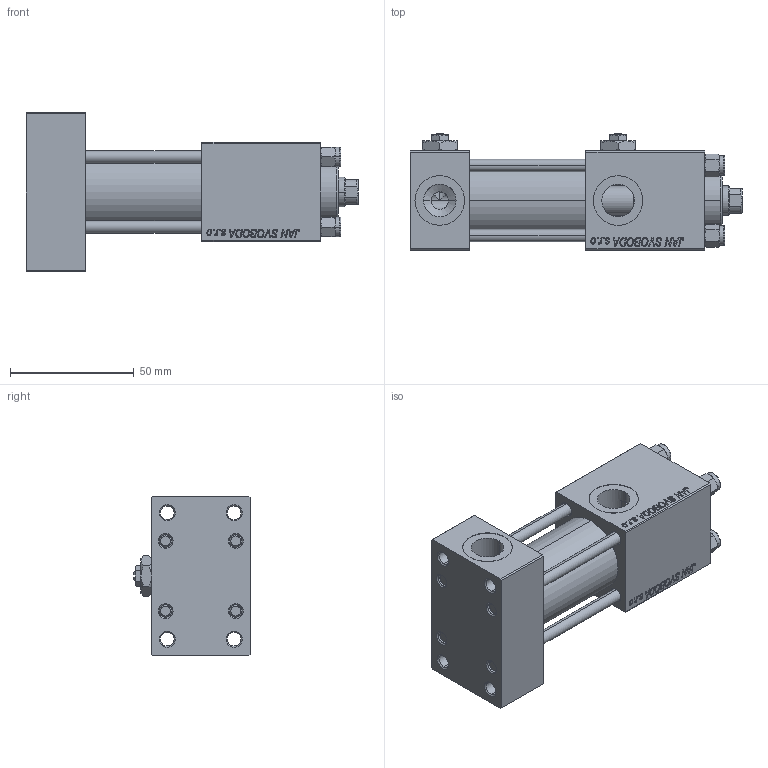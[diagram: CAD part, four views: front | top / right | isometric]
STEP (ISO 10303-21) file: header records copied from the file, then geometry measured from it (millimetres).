
FILE_DESCRIPTION (( 'STEP AP203' ), '1' );
FILE_NAME ('7a3b.STEP', '2023-08-22T23:00:18', ( '' ), ( '' ), 'SwSTEP 2.0', 'SolidWorks 2019', '' );
FILE_SCHEMA (( 'CONFIG_CONTROL_DESIGN' ));
Length unit declared in the file: millimetre
Products named in the file (7): NUT_M5_E cd56bacc3c7610526f771e7eb5043f6f; V215_VC_A cd56bacc3c7610526f771e7eb5043f6f; V215CR_VCP_E cd56bacc3c7610526f771e7eb5043f6f; Zatka_pro_OIL_PORT cd56bacc3c7610526f771e7eb5043f6f; 7a3b; V215CR_E_Body cd56bacc3c7610526f771e7eb5043f6f; V215CR_TYCINKA_E cd56bacc3c7610526f771e7eb5043f6f
Assembly tree (13 placements, depth 2):
  7a3b
    V215CR_E_Body cd56bacc3c7610526f771e7eb5043f6f
    V215CR_VCP_E cd56bacc3c7610526f771e7eb5043f6f
    V215CR_TYCINKA_E cd56bacc3c7610526f771e7eb5043f6f  x4
    NUT_M5_E cd56bacc3c7610526f771e7eb5043f6f  x4
    V215_VC_A cd56bacc3c7610526f771e7eb5043f6f
    Zatka_pro_OIL_PORT cd56bacc3c7610526f771e7eb5043f6f  x2
Bounding box: 134 x 47 x 64 mm (x, y, z)
Volume: 161805.1 mm3; surface area: 64195 mm2
Topology: 13 solids, 13 shells, 1235 faces, 3088 edges, 1986 vertices
Faces by surface type: plane 544, bspline 392, cone 194, cylinder 97, torus 8
Entity records: 51949 total; most frequent: CARTESIAN_POINT 27656, ORIENTED_EDGE 5476, DIRECTION 3516, EDGE_CURVE 2738, VERTEX_POINT 1784, VECTOR 1604, LINE 1604, EDGE_LOOP 1210
